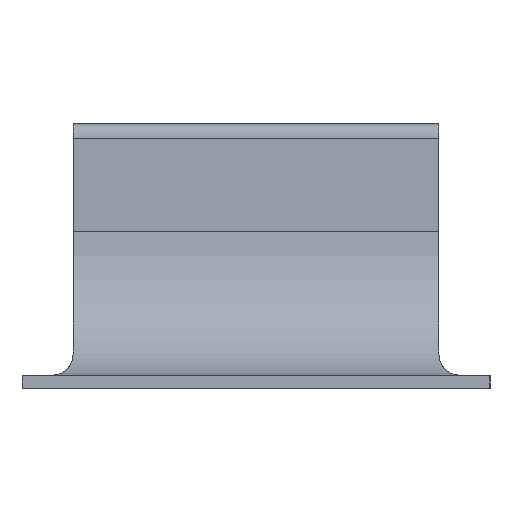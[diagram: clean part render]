
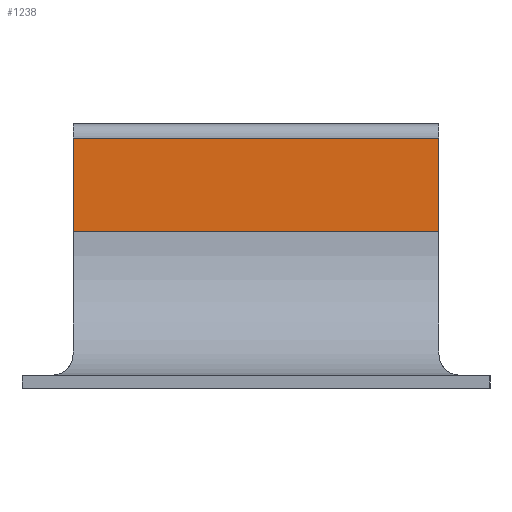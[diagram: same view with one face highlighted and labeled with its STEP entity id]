
A CAD part, left-side view. The second image highlights one B-rep face of the part: STEP entity #1238.
In plain terms, the highlighted planar face has unit normal (-1, 0, 0).
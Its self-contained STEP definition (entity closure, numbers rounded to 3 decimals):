
#67 = CYLINDRICAL_SURFACE('',#68,0.2);
#68 = AXIS2_PLACEMENT_3D('',#69,#70,#71);
#69 = CARTESIAN_POINT('',(-0.708,-0.254,0.2));
#70 = DIRECTION('',(0.,1.,0.));
#71 = DIRECTION('',(0.,0.,-1.));
#472 = VERTEX_POINT('',#473);
#473 = CARTESIAN_POINT('',(-0.508,0.254,0.2));
#488 = PLANE('',#489);
#489 = AXIS2_PLACEMENT_3D('',#490,#491,#492);
#490 = CARTESIAN_POINT('',(-0.425,0.254,0.151));
#491 = DIRECTION('',(0.,1.,0.));
#492 = DIRECTION('',(1.,0.,0.));
#504 = EDGE_CURVE('',#505,#472,#507,.T.);
#505 = VERTEX_POINT('',#506);
#506 = CARTESIAN_POINT('',(-0.508,-0.254,0.2));
#507 = SURFACE_CURVE('',#508,(#512,#519),.PCURVE_S1.);
#508 = LINE('',#509,#510);
#509 = CARTESIAN_POINT('',(-0.508,-0.254,0.2));
#510 = VECTOR('',#511,1.);
#511 = DIRECTION('',(0.,1.,0.));
#512 = PCURVE('',#67,#513);
#513 = DEFINITIONAL_REPRESENTATION('',(#514),#518);
#514 = LINE('',#515,#516);
#515 = CARTESIAN_POINT('',(4.712,0.));
#516 = VECTOR('',#517,1.);
#517 = DIRECTION('',(-0.,1.));
#518 = ( GEOMETRIC_REPRESENTATION_CONTEXT(2) 
PARAMETRIC_REPRESENTATION_CONTEXT() REPRESENTATION_CONTEXT('2D SPACE',''
  ) );
#519 = PCURVE('',#520,#525);
#520 = PLANE('',#521);
#521 = AXIS2_PLACEMENT_3D('',#522,#523,#524);
#522 = CARTESIAN_POINT('',(-0.508,0.254,0.01));
#523 = DIRECTION('',(-1.,0.,0.));
#524 = DIRECTION('',(0.,-1.,0.));
#525 = DEFINITIONAL_REPRESENTATION('',(#526),#530);
#526 = LINE('',#527,#528);
#527 = CARTESIAN_POINT('',(0.508,0.19));
#528 = VECTOR('',#529,1.);
#529 = DIRECTION('',(-1.,0.));
#530 = ( GEOMETRIC_REPRESENTATION_CONTEXT(2) 
PARAMETRIC_REPRESENTATION_CONTEXT() REPRESENTATION_CONTEXT('2D SPACE',''
  ) );
#547 = PLANE('',#548);
#548 = AXIS2_PLACEMENT_3D('',#549,#550,#551);
#549 = CARTESIAN_POINT('',(-0.425,-0.254,0.151));
#550 = DIRECTION('',(0.,-1.,0.));
#551 = DIRECTION('',(-1.,0.,0.));
#1186 = VERTEX_POINT('',#1187);
#1187 = CARTESIAN_POINT('',(-0.508,-0.254,0.33));
#1206 = CYLINDRICAL_SURFACE('',#1207,0.02);
#1207 = AXIS2_PLACEMENT_3D('',#1208,#1209,#1210);
#1208 = CARTESIAN_POINT('',(-0.488,-0.254,0.33));
#1209 = DIRECTION('',(0.,1.,0.));
#1210 = DIRECTION('',(-1.,0.,0.));
#1218 = EDGE_CURVE('',#505,#1186,#1219,.T.);
#1219 = SURFACE_CURVE('',#1220,(#1224,#1231),.PCURVE_S1.);
#1220 = LINE('',#1221,#1222);
#1221 = CARTESIAN_POINT('',(-0.508,-0.254,0.01));
#1222 = VECTOR('',#1223,1.);
#1223 = DIRECTION('',(0.,0.,1.));
#1224 = PCURVE('',#547,#1225);
#1225 = DEFINITIONAL_REPRESENTATION('',(#1226),#1230);
#1226 = LINE('',#1227,#1228);
#1227 = CARTESIAN_POINT('',(0.083,0.141));
#1228 = VECTOR('',#1229,1.);
#1229 = DIRECTION('',(0.,-1.));
#1230 = ( GEOMETRIC_REPRESENTATION_CONTEXT(2) 
PARAMETRIC_REPRESENTATION_CONTEXT() REPRESENTATION_CONTEXT('2D SPACE',''
  ) );
#1231 = PCURVE('',#520,#1232);
#1232 = DEFINITIONAL_REPRESENTATION('',(#1233),#1237);
#1233 = LINE('',#1234,#1235);
#1234 = CARTESIAN_POINT('',(0.508,0.));
#1235 = VECTOR('',#1236,1.);
#1236 = DIRECTION('',(0.,1.));
#1237 = ( GEOMETRIC_REPRESENTATION_CONTEXT(2) 
PARAMETRIC_REPRESENTATION_CONTEXT() REPRESENTATION_CONTEXT('2D SPACE',''
  ) );
#1238 = ADVANCED_FACE('',(#1239),#520,.T.);
#1239 = FACE_BOUND('',#1240,.T.);
#1240 = EDGE_LOOP('',(#1241,#1264,#1265,#1266));
#1241 = ORIENTED_EDGE('',*,*,#1242,.F.);
#1242 = EDGE_CURVE('',#472,#1243,#1245,.T.);
#1243 = VERTEX_POINT('',#1244);
#1244 = CARTESIAN_POINT('',(-0.508,0.254,0.33));
#1245 = SURFACE_CURVE('',#1246,(#1250,#1257),.PCURVE_S1.);
#1246 = LINE('',#1247,#1248);
#1247 = CARTESIAN_POINT('',(-0.508,0.254,0.01));
#1248 = VECTOR('',#1249,1.);
#1249 = DIRECTION('',(0.,0.,1.));
#1250 = PCURVE('',#520,#1251);
#1251 = DEFINITIONAL_REPRESENTATION('',(#1252),#1256);
#1252 = LINE('',#1253,#1254);
#1253 = CARTESIAN_POINT('',(0.,0.));
#1254 = VECTOR('',#1255,1.);
#1255 = DIRECTION('',(0.,1.));
#1256 = ( GEOMETRIC_REPRESENTATION_CONTEXT(2) 
PARAMETRIC_REPRESENTATION_CONTEXT() REPRESENTATION_CONTEXT('2D SPACE',''
  ) );
#1257 = PCURVE('',#488,#1258);
#1258 = DEFINITIONAL_REPRESENTATION('',(#1259),#1263);
#1259 = LINE('',#1260,#1261);
#1260 = CARTESIAN_POINT('',(-0.083,0.141));
#1261 = VECTOR('',#1262,1.);
#1262 = DIRECTION('',(0.,-1.));
#1263 = ( GEOMETRIC_REPRESENTATION_CONTEXT(2) 
PARAMETRIC_REPRESENTATION_CONTEXT() REPRESENTATION_CONTEXT('2D SPACE',''
  ) );
#1264 = ORIENTED_EDGE('',*,*,#504,.F.);
#1265 = ORIENTED_EDGE('',*,*,#1218,.T.);
#1266 = ORIENTED_EDGE('',*,*,#1267,.T.);
#1267 = EDGE_CURVE('',#1186,#1243,#1268,.T.);
#1268 = SURFACE_CURVE('',#1269,(#1273,#1280),.PCURVE_S1.);
#1269 = LINE('',#1270,#1271);
#1270 = CARTESIAN_POINT('',(-0.508,-0.254,0.33));
#1271 = VECTOR('',#1272,1.);
#1272 = DIRECTION('',(0.,1.,0.));
#1273 = PCURVE('',#520,#1274);
#1274 = DEFINITIONAL_REPRESENTATION('',(#1275),#1279);
#1275 = LINE('',#1276,#1277);
#1276 = CARTESIAN_POINT('',(0.508,0.32));
#1277 = VECTOR('',#1278,1.);
#1278 = DIRECTION('',(-1.,0.));
#1279 = ( GEOMETRIC_REPRESENTATION_CONTEXT(2) 
PARAMETRIC_REPRESENTATION_CONTEXT() REPRESENTATION_CONTEXT('2D SPACE',''
  ) );
#1280 = PCURVE('',#1206,#1281);
#1281 = DEFINITIONAL_REPRESENTATION('',(#1282),#1286);
#1282 = LINE('',#1283,#1284);
#1283 = CARTESIAN_POINT('',(0.,0.));
#1284 = VECTOR('',#1285,1.);
#1285 = DIRECTION('',(0.,1.));
#1286 = ( GEOMETRIC_REPRESENTATION_CONTEXT(2) 
PARAMETRIC_REPRESENTATION_CONTEXT() REPRESENTATION_CONTEXT('2D SPACE',''
  ) );
